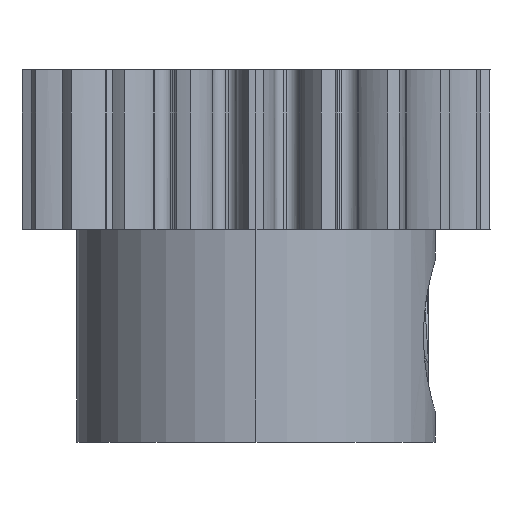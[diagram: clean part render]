
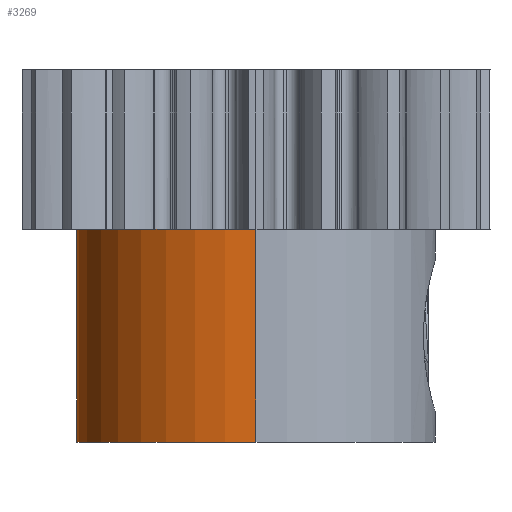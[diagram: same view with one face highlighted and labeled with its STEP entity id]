
A CAD part, left-side view. The second image highlights one B-rep face of the part: STEP entity #3269.
In plain terms, the highlighted cylindrical face has radius 6.75 mm (diameter 13.5 mm), a partial arc.
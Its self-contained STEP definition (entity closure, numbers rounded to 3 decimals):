
#586 = EDGE_CURVE ( 'NONE', #11151, #5321, #10041, .T. ) ;
#1721 = CARTESIAN_POINT ( 'NONE',  ( 0., 0., 0. ) ) ;
#1763 = CIRCLE ( 'NONE', #10137, 6.75 ) ;
#1766 = LINE ( 'NONE', #7879, #4790 ) ;
#2087 = ORIENTED_EDGE ( 'NONE', *, *, #4221, .F. ) ;
#3063 = EDGE_CURVE ( 'NONE', #13403, #11287, #1763, .T. ) ;
#3269 = ADVANCED_FACE ( 'NONE', ( #7486 ), #6612, .T. ) ;
#3369 = VECTOR ( 'NONE', #11101, 1000. ) ;
#3867 = DIRECTION ( 'NONE',  ( 0., 0., 1. ) ) ;
#4221 = EDGE_CURVE ( 'NONE', #11287, #11151, #1766, .T. ) ;
#4270 = AXIS2_PLACEMENT_3D ( 'NONE', #10965, #4476, #4419 ) ;
#4419 = DIRECTION ( 'NONE',  ( -1., 0., 0. ) ) ;
#4476 = DIRECTION ( 'NONE',  ( 0., 0., -1. ) ) ;
#4790 = VECTOR ( 'NONE', #5808, 1000. ) ;
#5321 = VERTEX_POINT ( 'NONE', #12675 ) ;
#5610 = DIRECTION ( 'NONE',  ( -1., 0., 0. ) ) ;
#5808 = DIRECTION ( 'NONE',  ( 0., 0., -1. ) ) ;
#6612 = CYLINDRICAL_SURFACE ( 'NONE', #4270, 6.75 ) ;
#7198 = CARTESIAN_POINT ( 'NONE',  ( -6.75, 0., -8. ) ) ;
#7486 = FACE_OUTER_BOUND ( 'NONE', #7705, .T. ) ;
#7705 = EDGE_LOOP ( 'NONE', ( #8507, #11181, #9676, #2087 ) ) ;
#7831 = CARTESIAN_POINT ( 'NONE',  ( 0., 0., -8. ) ) ;
#7879 = CARTESIAN_POINT ( 'NONE',  ( -6.75, 0., 19.799 ) ) ;
#8013 = CARTESIAN_POINT ( 'NONE',  ( 6.75, 0., 0. ) ) ;
#8323 = AXIS2_PLACEMENT_3D ( 'NONE', #7831, #13210, #5610 ) ;
#8507 = ORIENTED_EDGE ( 'NONE', *, *, #3063, .F. ) ;
#8846 = EDGE_CURVE ( 'NONE', #13403, #5321, #12992, .T. ) ;
#9676 = ORIENTED_EDGE ( 'NONE', *, *, #586, .F. ) ;
#10041 = CIRCLE ( 'NONE', #8323, 6.75 ) ;
#10137 = AXIS2_PLACEMENT_3D ( 'NONE', #1721, #3867, #11585 ) ;
#10965 = CARTESIAN_POINT ( 'NONE',  ( 0., 0., 19.799 ) ) ;
#11101 = DIRECTION ( 'NONE',  ( 0., 0., -1. ) ) ;
#11151 = VERTEX_POINT ( 'NONE', #7198 ) ;
#11181 = ORIENTED_EDGE ( 'NONE', *, *, #8846, .T. ) ;
#11287 = VERTEX_POINT ( 'NONE', #12067 ) ;
#11585 = DIRECTION ( 'NONE',  ( -1., 0., 0. ) ) ;
#12067 = CARTESIAN_POINT ( 'NONE',  ( -6.75, 0., 0. ) ) ;
#12675 = CARTESIAN_POINT ( 'NONE',  ( 6.75, 0., -8. ) ) ;
#12992 = LINE ( 'NONE', #13392, #3369 ) ;
#13210 = DIRECTION ( 'NONE',  ( 0., 0., -1. ) ) ;
#13392 = CARTESIAN_POINT ( 'NONE',  ( 6.75, 0., 19.799 ) ) ;
#13403 = VERTEX_POINT ( 'NONE', #8013 ) ;
